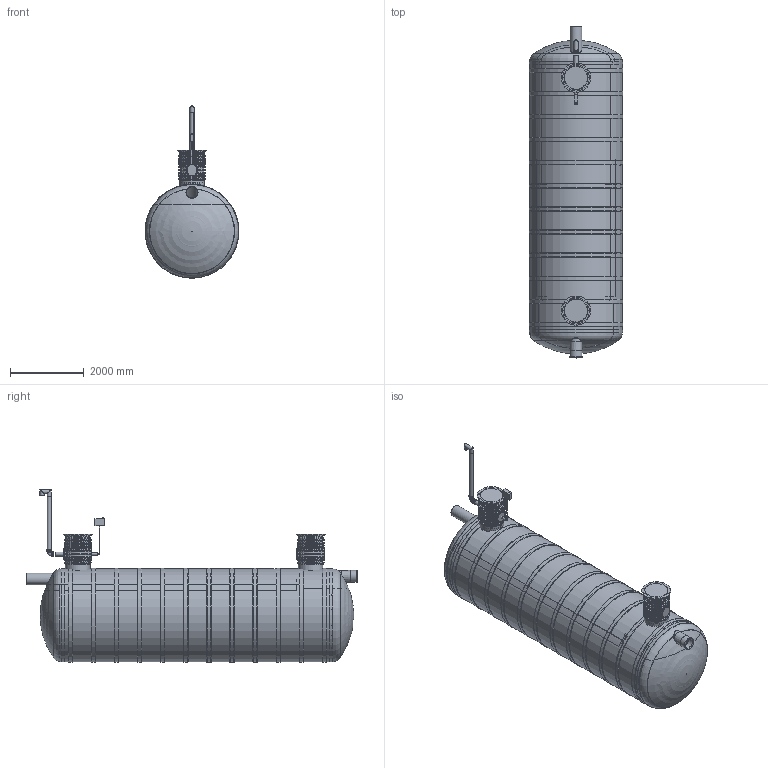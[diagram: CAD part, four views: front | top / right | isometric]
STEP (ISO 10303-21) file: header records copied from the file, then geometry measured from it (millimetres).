
FILE_DESCRIPTION(/* description */ ('Unknown'),/* implementation_level */ '2;1');
FILE_NAME(/* name */ 'Rasvaeraldaja NS50',/* time_stamp */ '2023-04-11T14:23:25+03:00',/* author */ ('Unknown'),/* organization */ ('Unknown'),/* preprocessor_version */ 'ST-DEVELOPER v18.1',/* originating_system */ 'Solid Edge',/* authorisation */ 'Unknown');
FILE_SCHEMA (('AUTOMOTIVE_DESIGN {1 0 10303 214 3 1 1}'));
Length unit declared in the file: millimetre
Products named in the file (35): Rasvaeraldaja NS50; Rasvaeraldaja NS65 ots1; Rasvaeraldaja NS50_silinder_D2500; Rasvaeraldaja NS65 ots2; 2500 Ribi; D315 sisend rasvaer. NS65; PVC kolmik D315_D315; D315 valjund; D315 toru alla väljundile; Rasvaeraldaja NS65 vahesein suur; Rasvaeraldaja NS65_väike vahesein; PVC_polv_315; Malmluuk_D600_(Ginmika); Malmluugi_korpus_D600_(Ginmika); Malmluugi_kaan_D600_(Ginmika); Liiva mudakambri maht rasvaeraldajas NS50; 2703.001; 2697.001 tihend teeninduskaevule 670_var2; 2693.001_var3_oa_0; Rasva ruumala_rasvaeraldajas NS50; 2500 Ribi_oa_1; Rasva kogumismahuti maht NS50; 2693.001_var3_oa_2; D665 KP silinder 26.04.19; RoundTubing 63x4.7_oa_3; RoundTubing 110x6.6_oa_4; PE_vent_malm_L=1500; PVC_polv_110; PE venttoru DN100 L=1500; Rotoventiots; elektrikarp loikefotole; RoundTubing 25x2.3_oa_5; Ujuk_oa_6; Ujuk_oa_7; Ujuk_oa_8
Assembly tree (50 placements, depth 3):
  Rasvaeraldaja NS50
    Rasvaeraldaja NS65 ots1
    Rasvaeraldaja NS50_silinder_D2500
    Rasvaeraldaja NS65 ots2
    2500 Ribi  x11
    D315 sisend rasvaer. NS65
    PVC kolmik D315_D315
    D315 valjund
    D315 toru alla väljundile
    Rasvaeraldaja NS65 vahesein suur
    Rasvaeraldaja NS65_väike vahesein
    PVC_polv_315
    Malmluuk_D600_(Ginmika)  x2
      Malmluugi_korpus_D600_(Ginmika)
      Malmluugi_kaan_D600_(Ginmika)
    Liiva mudakambri maht rasvaeraldajas NS50
    2703.001  x2
    2697.001 tihend teeninduskaevule 670_var2  x4
    2693.001_var3_oa_0
    Rasva ruumala_rasvaeraldajas NS50
    2500 Ribi_oa_1
    Rasva kogumismahuti maht NS50
    2693.001_var3_oa_2
    D665 KP silinder 26.04.19  x2
    RoundTubing 63x4.7_oa_3
    RoundTubing 110x6.6_oa_4
    PE_vent_malm_L=1500
      PVC_polv_110
      PE venttoru DN100 L=1500
      Rotoventiots
    elektrikarp loikefotole
    RoundTubing 25x2.3_oa_5
    Ujuk_oa_6
    Ujuk_oa_7
    Ujuk_oa_8
Bounding box: 2542 x 8983 x 4665.44 mm (x, y, z)
Volume: 37798032991 mm3; surface area: 321742062 mm2
Topology: 53 solids, 53 shells, 1134 faces, 2669 edges, 1731 vertices
Faces by surface type: plane 442, cylinder 356, torus 251, cone 41, bspline 38, sphere 6
Full cylindrical faces by diameter (mm): 6 x2, 8.5 x3, 10 x31, 20 x1, 20.4 x1, 25 x1, 53.6 x1, 63 x1, 96.8 x1, 100 x2, 103.2 x3, 105 x1, 110 x9, 120 x2, 130 x2, 280 x1, 295 x1, 299.6 x2, 300 x2, 303 x1, 305 x2, 315 x10, 319 x2, 319.6 x2, 320 x1, 325 x2, 329 x1, 329.6 x1, 335 x1, 595 x2
Entity records: 32255 total; most frequent: CARTESIAN_POINT 11585, DIRECTION 4016, ORIENTED_EDGE 3692, EDGE_CURVE 1846, AXIS2_PLACEMENT_3D 1766, FACE_BOUND 1406, EDGE_LOOP 1404, VERTEX_POINT 1358
